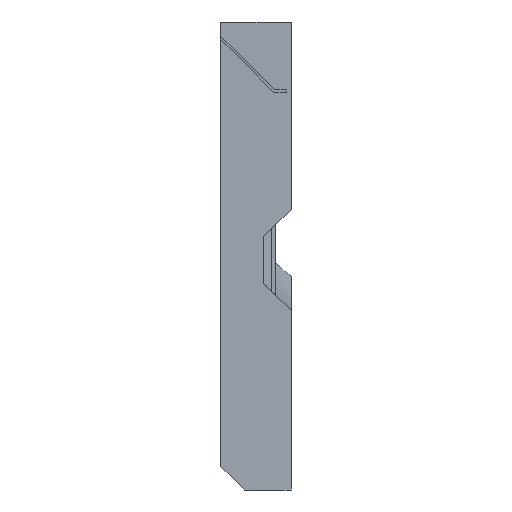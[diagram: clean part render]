
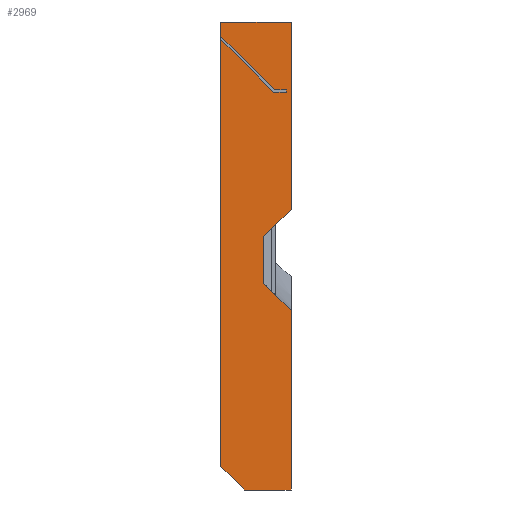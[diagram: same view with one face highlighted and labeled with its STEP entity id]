
A CAD part, left-side view. The second image highlights one B-rep face of the part: STEP entity #2969.
In plain terms, the highlighted planar face has unit normal (-1, 0, 0).
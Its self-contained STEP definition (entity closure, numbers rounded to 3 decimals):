
#234=FACE_OUTER_BOUND('',#398,.T.);
#398=EDGE_LOOP('',(#2258,#2259,#2260,#2261,#2262,#2263,#2264,#2265,#2266,
#2267,#2268,#2269,#2270,#2271,#2272));
#517=LINE('',#4028,#851);
#541=LINE('',#4075,#875);
#568=LINE('',#4128,#902);
#630=LINE('',#4453,#964);
#645=LINE('',#4491,#979);
#673=LINE('',#4546,#1007);
#677=LINE('',#4553,#1011);
#678=LINE('',#4556,#1012);
#679=LINE('',#4558,#1013);
#680=LINE('',#4560,#1014);
#681=LINE('',#4562,#1015);
#682=LINE('',#4564,#1016);
#683=LINE('',#4565,#1017);
#684=LINE('',#4567,#1018);
#685=LINE('',#4568,#1019);
#851=VECTOR('',#3301,10.);
#875=VECTOR('',#3327,10.);
#902=VECTOR('',#3362,10.);
#964=VECTOR('',#3558,10.);
#979=VECTOR('',#3583,10.);
#1007=VECTOR('',#3627,10.);
#1011=VECTOR('',#3635,10.);
#1012=VECTOR('',#3638,10.);
#1013=VECTOR('',#3639,10.);
#1014=VECTOR('',#3640,10.);
#1015=VECTOR('',#3641,10.);
#1016=VECTOR('',#3642,10.);
#1017=VECTOR('',#3643,10.);
#1018=VECTOR('',#3644,10.);
#1019=VECTOR('',#3645,10.);
#1184=VERTEX_POINT('',#4025);
#1185=VERTEX_POINT('',#4027);
#1207=VERTEX_POINT('',#4073);
#1229=VERTEX_POINT('',#4126);
#1304=VERTEX_POINT('',#4452);
#1321=VERTEX_POINT('',#4489);
#1322=VERTEX_POINT('',#4490);
#1339=VERTEX_POINT('',#4540);
#1341=VERTEX_POINT('',#4544);
#1343=VERTEX_POINT('',#4555);
#1344=VERTEX_POINT('',#4557);
#1345=VERTEX_POINT('',#4559);
#1346=VERTEX_POINT('',#4561);
#1347=VERTEX_POINT('',#4563);
#1348=VERTEX_POINT('',#4566);
#1473=EDGE_CURVE('',#1185,#1184,#517,.T.);
#1497=EDGE_CURVE('',#1184,#1207,#541,.T.);
#1524=EDGE_CURVE('',#1207,#1229,#568,.T.);
#1640=EDGE_CURVE('',#1304,#1229,#630,.T.);
#1659=EDGE_CURVE('',#1321,#1322,#645,.T.);
#1687=EDGE_CURVE('',#1339,#1341,#673,.T.);
#1691=EDGE_CURVE('',#1341,#1321,#677,.T.);
#1692=EDGE_CURVE('',#1322,#1343,#678,.T.);
#1693=EDGE_CURVE('',#1343,#1344,#679,.T.);
#1694=EDGE_CURVE('',#1345,#1344,#680,.T.);
#1695=EDGE_CURVE('',#1346,#1345,#681,.T.);
#1696=EDGE_CURVE('',#1346,#1347,#682,.T.);
#1697=EDGE_CURVE('',#1185,#1347,#683,.T.);
#1698=EDGE_CURVE('',#1348,#1304,#684,.T.);
#1699=EDGE_CURVE('',#1339,#1348,#685,.T.);
#2258=ORIENTED_EDGE('',*,*,#1687,.T.);
#2259=ORIENTED_EDGE('',*,*,#1691,.T.);
#2260=ORIENTED_EDGE('',*,*,#1659,.T.);
#2261=ORIENTED_EDGE('',*,*,#1692,.T.);
#2262=ORIENTED_EDGE('',*,*,#1693,.T.);
#2263=ORIENTED_EDGE('',*,*,#1694,.F.);
#2264=ORIENTED_EDGE('',*,*,#1695,.F.);
#2265=ORIENTED_EDGE('',*,*,#1696,.T.);
#2266=ORIENTED_EDGE('',*,*,#1697,.F.);
#2267=ORIENTED_EDGE('',*,*,#1473,.T.);
#2268=ORIENTED_EDGE('',*,*,#1497,.T.);
#2269=ORIENTED_EDGE('',*,*,#1524,.T.);
#2270=ORIENTED_EDGE('',*,*,#1640,.F.);
#2271=ORIENTED_EDGE('',*,*,#1698,.F.);
#2272=ORIENTED_EDGE('',*,*,#1699,.F.);
#2841=PLANE('',#3185);
#2969=ADVANCED_FACE('',(#234),#2841,.T.);
#3185=AXIS2_PLACEMENT_3D('',#4554,#3636,#3637);
#3301=DIRECTION('',(0.,0.713,0.701));
#3327=DIRECTION('',(0.,0.,1.));
#3362=DIRECTION('',(0.,-0.713,0.701));
#3558=DIRECTION('',(0.,0.,-1.));
#3583=DIRECTION('',(0.,0.,-1.));
#3627=DIRECTION('',(0.,-0.707,-0.707));
#3635=DIRECTION('',(0.,-1.,0.));
#3636=DIRECTION('center_axis',(-1.,0.,0.));
#3637=DIRECTION('ref_axis',(0.,0.,-1.));
#3638=DIRECTION('',(0.,1.,0.));
#3639=DIRECTION('',(0.,0.707,0.707));
#3640=DIRECTION('',(0.,0.,1.));
#3641=DIRECTION('',(0.,0.707,0.707));
#3642=DIRECTION('',(0.,-1.,0.));
#3643=DIRECTION('',(0.,0.,-1.));
#3644=DIRECTION('',(0.,-1.,0.));
#3645=DIRECTION('',(0.,0.,1.));
#4025=CARTESIAN_POINT('',(-5.,-5.5,2.193));
#4027=CARTESIAN_POINT('',(-5.,-9.,-1.25));
#4028=CARTESIAN_POINT('',(-5.,1.411,8.991));
#4073=CARTESIAN_POINT('',(-5.,-5.5,8.307));
#4075=CARTESIAN_POINT('',(-5.,-5.5,16.279));
#4126=CARTESIAN_POINT('',(-5.,-9.,11.75));
#4128=CARTESIAN_POINT('',(-5.,-9.837,12.574));
#4452=CARTESIAN_POINT('',(-5.,-9.,35.75));
#4453=CARTESIAN_POINT('',(-5.,-9.,-24.25));
#4489=CARTESIAN_POINT('',(-5.,-8.4,27.05));
#4490=CARTESIAN_POINT('',(-5.,-8.4,26.75));
#4491=CARTESIAN_POINT('',(-5.,-8.4,27.05));
#4540=CARTESIAN_POINT('',(-5.,0.,33.932));
#4544=CARTESIAN_POINT('',(-5.,-6.882,27.05));
#4546=CARTESIAN_POINT('',(-5.,-5.861,28.07));
#4553=CARTESIAN_POINT('',(-5.,-4.5,27.05));
#4554=CARTESIAN_POINT('Origin',(-5.,0.,24.25));
#4555=CARTESIAN_POINT('',(-5.,-6.757,26.75));
#4556=CARTESIAN_POINT('',(-5.,-4.5,26.75));
#4557=CARTESIAN_POINT('',(-5.,0.,33.507));
#4558=CARTESIAN_POINT('',(-5.,-5.693,27.814));
#4559=CARTESIAN_POINT('',(-5.,0.,-21.25));
#4560=CARTESIAN_POINT('',(-5.,0.,-24.25));
#4561=CARTESIAN_POINT('',(-5.,-3.,-24.25));
#4562=CARTESIAN_POINT('',(-5.,10.625,-10.625));
#4563=CARTESIAN_POINT('',(-5.,-9.,-24.25));
#4564=CARTESIAN_POINT('',(-5.,0.,-24.25));
#4565=CARTESIAN_POINT('',(-5.,-9.,-24.25));
#4566=CARTESIAN_POINT('',(-5.,0.,35.75));
#4567=CARTESIAN_POINT('',(-5.,0.,35.75));
#4568=CARTESIAN_POINT('',(-5.,0.,-24.25));
